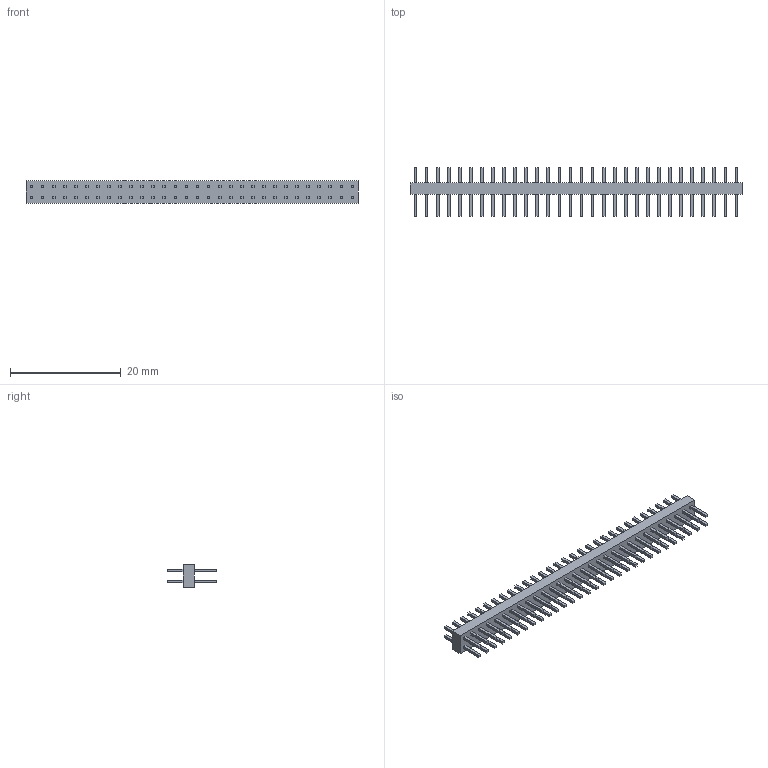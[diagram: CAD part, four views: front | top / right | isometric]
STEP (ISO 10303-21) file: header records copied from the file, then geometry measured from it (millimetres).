
FILE_DESCRIPTION (( 'STEP AP214' ), '1' );
FILE_NAME ('2x30-200mm_0330.STEP', '2017-03-30T05:54:58', ( '' ), ( '' ), 'SwSTEP 2.0', 'SolidWorks 2016', '' );
FILE_SCHEMA (( 'AUTOMOTIVE_DESIGN' ));
Length unit declared in the file: millimetre
Products named in the file (1): 2x30-200mm_0330
Bounding box: 60 x 8.75 x 4 mm (x, y, z)
Volume: 581.3 mm3; surface area: 1546 mm2
Topology: 1 solids, 1 shells, 606 faces, 1452 edges, 968 vertices
Faces by surface type: plane 606
Entity records: 17230 total; most frequent: CARTESIAN_POINT 3027, ORIENTED_EDGE 2904, DIRECTION 2666, VECTOR 1452, EDGE_CURVE 1452, LINE 1452, VERTEX_POINT 968, EDGE_LOOP 726
